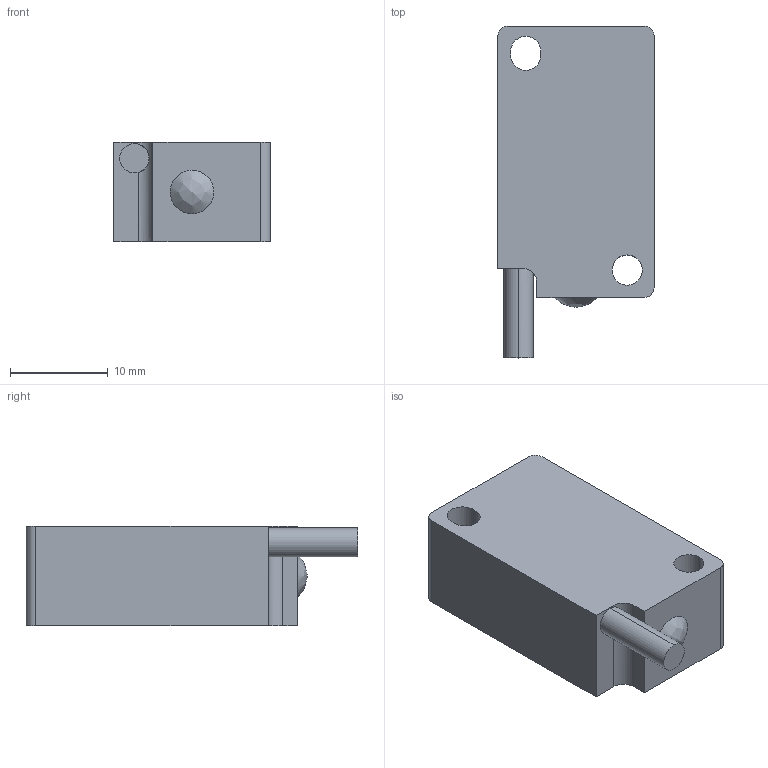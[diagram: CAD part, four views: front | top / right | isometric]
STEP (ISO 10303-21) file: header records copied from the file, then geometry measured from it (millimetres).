
FILE_DESCRIPTION (( 'STEP AP214' ), '1' );
FILE_NAME ('MDR-AP-1A.step', '2018-04-17T19:31:43', ( '' ), ( '' ), 'SwSTEP 2.0', 'SolidWorks 2017', '' );
FILE_SCHEMA (( 'AUTOMOTIVE_DESIGN' ));
Length unit declared in the file: inch
Products named in the file (1): MDR-AP-1A
Bounding box: 16 x 34 x 10.2 mm (x, y, z)
Volume: 4304.5 mm3; surface area: 2030.3 mm2
Topology: 1 solids, 1 shells, 31 faces, 77 edges, 52 vertices
Faces by surface type: cylinder 16, plane 14, bspline 1
Entity records: 1066 total; most frequent: CARTESIAN_POINT 249, DIRECTION 169, ORIENTED_EDGE 154, EDGE_CURVE 77, AXIS2_PLACEMENT_3D 64, VERTEX_POINT 52, LINE 41, VECTOR 41
